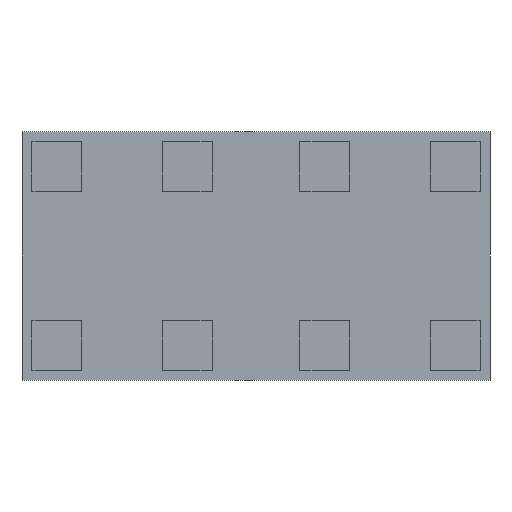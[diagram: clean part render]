
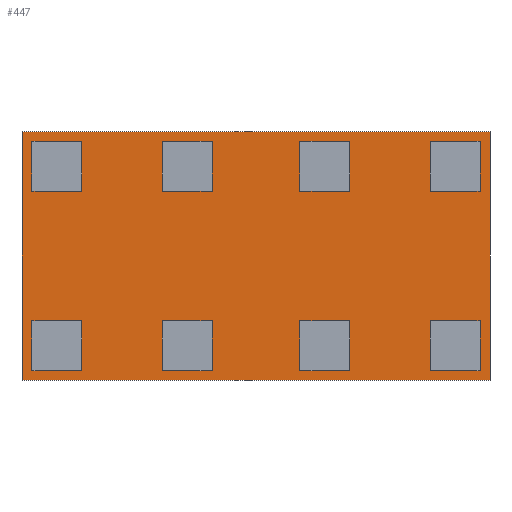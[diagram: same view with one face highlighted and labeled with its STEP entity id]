
A CAD part, front view. The second image highlights one B-rep face of the part: STEP entity #447.
In plain terms, the highlighted planar face has unit normal (0, -1, 0).
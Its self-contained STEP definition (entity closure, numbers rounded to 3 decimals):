
#356=VERTEX_POINT('NONE',#357);
#357=CARTESIAN_POINT('',(2.35,0.0,-1.25));
#365=VERTEX_POINT('NONE',#366);
#366=CARTESIAN_POINT('',(2.35,0.0,1.25));
#372=EDGE_CURVE('NONE',#365,#356,#373,.F.);
#373=LINE('',#374,#375);
#374=CARTESIAN_POINT('',(2.35,0.0,1.25));
#375=VECTOR('',#376,1.0);
#376=DIRECTION('',(0.0,0.0,1.0));
#387=VERTEX_POINT('NONE',#388);
#388=CARTESIAN_POINT('',(-2.35,0.0,-1.25));
#396=EDGE_CURVE('NONE',#356,#387,#397,.F.);
#397=LINE('',#398,#399);
#398=CARTESIAN_POINT('',(-2.35,0.0,-1.25));
#399=VECTOR('',#400,1.0);
#400=DIRECTION('',(1.0,0.0,0.0));
#411=VERTEX_POINT('NONE',#412);
#412=CARTESIAN_POINT('',(-2.35,0.0,1.25));
#420=EDGE_CURVE('NONE',#387,#411,#421,.F.);
#421=LINE('',#422,#423);
#422=CARTESIAN_POINT('',(-2.35,0.0,1.25));
#423=VECTOR('',#424,1.0);
#424=DIRECTION('',(0.0,0.0,-1.0));
#437=EDGE_CURVE('NONE',#411,#365,#438,.F.);
#438=LINE('',#439,#440);
#439=CARTESIAN_POINT('',(-2.35,0.0,1.25));
#440=VECTOR('',#441,1.0);
#441=DIRECTION('',(-1.0,0.0,0.0));
#447=ADVANCED_FACE('NONE',(#448,#454,#488,#522,#556,#590,#624,#658,#692),#726,.T.);
#448=FACE_BOUND('NONE',#449,.T.);
#449=EDGE_LOOP('',(#450,#451,#452,#453));
#450=ORIENTED_EDGE('',*,*,#420,.F.);
#451=ORIENTED_EDGE('',*,*,#396,.F.);
#452=ORIENTED_EDGE('',*,*,#372,.F.);
#453=ORIENTED_EDGE('',*,*,#437,.F.);
#454=FACE_BOUND('NONE',#455,.T.);
#455=EDGE_LOOP('',(#456,#466,#474,#482));
#456=ORIENTED_EDGE('',*,*,#457,.T.);
#457=EDGE_CURVE('NONE',#458,#460,#462,.T.);
#458=VERTEX_POINT('NONE',#459);
#459=CARTESIAN_POINT('',(-1.75,0.0,1.15));
#460=VERTEX_POINT('NONE',#461);
#461=CARTESIAN_POINT('',(-1.75,0.0,0.65));
#462=LINE('',#463,#464);
#463=CARTESIAN_POINT('',(-1.75,0.0,0.0));
#464=VECTOR('',#465,1.0);
#465=DIRECTION('',(0.0,0.0,-1.0));
#466=ORIENTED_EDGE('',*,*,#467,.T.);
#467=EDGE_CURVE('NONE',#460,#468,#470,.T.);
#468=VERTEX_POINT('NONE',#469);
#469=CARTESIAN_POINT('',(-2.25,0.0,0.65));
#470=LINE('',#471,#472);
#471=CARTESIAN_POINT('',(0.0,0.0,0.65));
#472=VECTOR('',#473,1.0);
#473=DIRECTION('',(-1.0,0.0,0.0));
#474=ORIENTED_EDGE('',*,*,#475,.T.);
#475=EDGE_CURVE('NONE',#468,#476,#478,.T.);
#476=VERTEX_POINT('NONE',#477);
#477=CARTESIAN_POINT('',(-2.25,0.0,1.15));
#478=LINE('',#479,#480);
#479=CARTESIAN_POINT('',(-2.25,0.0,0.0));
#480=VECTOR('',#481,1.0);
#481=DIRECTION('',(0.0,0.0,1.0));
#482=ORIENTED_EDGE('',*,*,#483,.T.);
#483=EDGE_CURVE('NONE',#476,#458,#484,.T.);
#484=LINE('',#485,#486);
#485=CARTESIAN_POINT('',(0.0,0.0,1.15));
#486=VECTOR('',#487,1.0);
#487=DIRECTION('',(1.0,0.0,0.0));
#488=FACE_BOUND('NONE',#489,.T.);
#489=EDGE_LOOP('',(#490,#500,#508,#516));
#490=ORIENTED_EDGE('',*,*,#491,.T.);
#491=EDGE_CURVE('NONE',#492,#494,#496,.T.);
#492=VERTEX_POINT('NONE',#493);
#493=CARTESIAN_POINT('',(2.25,0.0,0.65));
#494=VERTEX_POINT('NONE',#495);
#495=CARTESIAN_POINT('',(1.75,0.0,0.65));
#496=LINE('',#497,#498);
#497=CARTESIAN_POINT('',(0.0,0.0,0.65));
#498=VECTOR('',#499,1.0);
#499=DIRECTION('',(-1.0,0.0,0.0));
#500=ORIENTED_EDGE('',*,*,#501,.T.);
#501=EDGE_CURVE('NONE',#494,#502,#504,.T.);
#502=VERTEX_POINT('NONE',#503);
#503=CARTESIAN_POINT('',(1.75,0.0,1.15));
#504=LINE('',#505,#506);
#505=CARTESIAN_POINT('',(1.75,0.0,0.0));
#506=VECTOR('',#507,1.0);
#507=DIRECTION('',(0.0,0.0,1.0));
#508=ORIENTED_EDGE('',*,*,#509,.T.);
#509=EDGE_CURVE('NONE',#502,#510,#512,.T.);
#510=VERTEX_POINT('NONE',#511);
#511=CARTESIAN_POINT('',(2.25,0.0,1.15));
#512=LINE('',#513,#514);
#513=CARTESIAN_POINT('',(0.0,0.0,1.15));
#514=VECTOR('',#515,1.0);
#515=DIRECTION('',(1.0,0.0,0.0));
#516=ORIENTED_EDGE('',*,*,#517,.T.);
#517=EDGE_CURVE('NONE',#510,#492,#518,.T.);
#518=LINE('',#519,#520);
#519=CARTESIAN_POINT('',(2.25,0.0,0.0));
#520=VECTOR('',#521,1.0);
#521=DIRECTION('',(0.0,0.0,-1.0));
#522=FACE_BOUND('NONE',#523,.T.);
#523=EDGE_LOOP('',(#524,#534,#542,#550));
#524=ORIENTED_EDGE('',*,*,#525,.T.);
#525=EDGE_CURVE('NONE',#526,#528,#530,.T.);
#526=VERTEX_POINT('NONE',#527);
#527=CARTESIAN_POINT('',(0.94,0.0,0.65));
#528=VERTEX_POINT('NONE',#529);
#529=CARTESIAN_POINT('',(0.44,0.0,0.65));
#530=LINE('',#531,#532);
#531=CARTESIAN_POINT('',(0.0,0.0,0.65));
#532=VECTOR('',#533,1.0);
#533=DIRECTION('',(-1.0,0.0,0.0));
#534=ORIENTED_EDGE('',*,*,#535,.T.);
#535=EDGE_CURVE('NONE',#528,#536,#538,.T.);
#536=VERTEX_POINT('NONE',#537);
#537=CARTESIAN_POINT('',(0.44,0.0,1.15));
#538=LINE('',#539,#540);
#539=CARTESIAN_POINT('',(0.44,0.0,0.0));
#540=VECTOR('',#541,1.0);
#541=DIRECTION('',(0.0,0.0,1.0));
#542=ORIENTED_EDGE('',*,*,#543,.T.);
#543=EDGE_CURVE('NONE',#536,#544,#546,.T.);
#544=VERTEX_POINT('NONE',#545);
#545=CARTESIAN_POINT('',(0.94,0.0,1.15));
#546=LINE('',#547,#548);
#547=CARTESIAN_POINT('',(0.0,0.0,1.15));
#548=VECTOR('',#549,1.0);
#549=DIRECTION('',(1.0,0.0,0.0));
#550=ORIENTED_EDGE('',*,*,#551,.T.);
#551=EDGE_CURVE('NONE',#544,#526,#552,.T.);
#552=LINE('',#553,#554);
#553=CARTESIAN_POINT('',(0.94,0.0,0.0));
#554=VECTOR('',#555,1.0);
#555=DIRECTION('',(0.0,0.0,-1.0));
#556=FACE_BOUND('NONE',#557,.T.);
#557=EDGE_LOOP('',(#558,#568,#576,#584));
#558=ORIENTED_EDGE('',*,*,#559,.T.);
#559=EDGE_CURVE('NONE',#560,#562,#564,.T.);
#560=VERTEX_POINT('NONE',#561);
#561=CARTESIAN_POINT('',(0.94,0.0,-1.15));
#562=VERTEX_POINT('NONE',#563);
#563=CARTESIAN_POINT('',(0.44,0.0,-1.15));
#564=LINE('',#565,#566);
#565=CARTESIAN_POINT('',(0.0,0.0,-1.15));
#566=VECTOR('',#567,1.0);
#567=DIRECTION('',(-1.0,0.0,0.0));
#568=ORIENTED_EDGE('',*,*,#569,.T.);
#569=EDGE_CURVE('NONE',#562,#570,#572,.T.);
#570=VERTEX_POINT('NONE',#571);
#571=CARTESIAN_POINT('',(0.44,0.0,-0.65));
#572=LINE('',#573,#574);
#573=CARTESIAN_POINT('',(0.44,0.0,0.0));
#574=VECTOR('',#575,1.0);
#575=DIRECTION('',(0.0,0.0,1.0));
#576=ORIENTED_EDGE('',*,*,#577,.T.);
#577=EDGE_CURVE('NONE',#570,#578,#580,.T.);
#578=VERTEX_POINT('NONE',#579);
#579=CARTESIAN_POINT('',(0.94,0.0,-0.65));
#580=LINE('',#581,#582);
#581=CARTESIAN_POINT('',(0.0,0.0,-0.65));
#582=VECTOR('',#583,1.0);
#583=DIRECTION('',(1.0,0.0,0.0));
#584=ORIENTED_EDGE('',*,*,#585,.T.);
#585=EDGE_CURVE('NONE',#578,#560,#586,.T.);
#586=LINE('',#587,#588);
#587=CARTESIAN_POINT('',(0.94,0.0,0.0));
#588=VECTOR('',#589,1.0);
#589=DIRECTION('',(0.0,0.0,-1.0));
#590=FACE_BOUND('NONE',#591,.T.);
#591=EDGE_LOOP('',(#592,#602,#610,#618));
#592=ORIENTED_EDGE('',*,*,#593,.T.);
#593=EDGE_CURVE('NONE',#594,#596,#598,.T.);
#594=VERTEX_POINT('NONE',#595);
#595=CARTESIAN_POINT('',(-0.44,0.0,1.15));
#596=VERTEX_POINT('NONE',#597);
#597=CARTESIAN_POINT('',(-0.44,0.0,0.65));
#598=LINE('',#599,#600);
#599=CARTESIAN_POINT('',(-0.44,0.0,0.0));
#600=VECTOR('',#601,1.0);
#601=DIRECTION('',(0.0,0.0,-1.0));
#602=ORIENTED_EDGE('',*,*,#603,.T.);
#603=EDGE_CURVE('NONE',#596,#604,#606,.T.);
#604=VERTEX_POINT('NONE',#605);
#605=CARTESIAN_POINT('',(-0.94,0.0,0.65));
#606=LINE('',#607,#608);
#607=CARTESIAN_POINT('',(0.0,0.0,0.65));
#608=VECTOR('',#609,1.0);
#609=DIRECTION('',(-1.0,0.0,0.0));
#610=ORIENTED_EDGE('',*,*,#611,.T.);
#611=EDGE_CURVE('NONE',#604,#612,#614,.T.);
#612=VERTEX_POINT('NONE',#613);
#613=CARTESIAN_POINT('',(-0.94,0.0,1.15));
#614=LINE('',#615,#616);
#615=CARTESIAN_POINT('',(-0.94,0.0,0.0));
#616=VECTOR('',#617,1.0);
#617=DIRECTION('',(0.0,0.0,1.0));
#618=ORIENTED_EDGE('',*,*,#619,.T.);
#619=EDGE_CURVE('NONE',#612,#594,#620,.T.);
#620=LINE('',#621,#622);
#621=CARTESIAN_POINT('',(0.0,0.0,1.15));
#622=VECTOR('',#623,1.0);
#623=DIRECTION('',(1.0,0.0,0.0));
#624=FACE_BOUND('NONE',#625,.T.);
#625=EDGE_LOOP('',(#626,#636,#644,#652));
#626=ORIENTED_EDGE('',*,*,#627,.T.);
#627=EDGE_CURVE('NONE',#628,#630,#632,.T.);
#628=VERTEX_POINT('NONE',#629);
#629=CARTESIAN_POINT('',(-0.44,0.0,-0.65));
#630=VERTEX_POINT('NONE',#631);
#631=CARTESIAN_POINT('',(-0.44,0.0,-1.15));
#632=LINE('',#633,#634);
#633=CARTESIAN_POINT('',(-0.44,0.0,0.0));
#634=VECTOR('',#635,1.0);
#635=DIRECTION('',(0.0,0.0,-1.0));
#636=ORIENTED_EDGE('',*,*,#637,.T.);
#637=EDGE_CURVE('NONE',#630,#638,#640,.T.);
#638=VERTEX_POINT('NONE',#639);
#639=CARTESIAN_POINT('',(-0.94,0.0,-1.15));
#640=LINE('',#641,#642);
#641=CARTESIAN_POINT('',(0.0,0.0,-1.15));
#642=VECTOR('',#643,1.0);
#643=DIRECTION('',(-1.0,0.0,0.0));
#644=ORIENTED_EDGE('',*,*,#645,.T.);
#645=EDGE_CURVE('NONE',#638,#646,#648,.T.);
#646=VERTEX_POINT('NONE',#647);
#647=CARTESIAN_POINT('',(-0.94,0.0,-0.65));
#648=LINE('',#649,#650);
#649=CARTESIAN_POINT('',(-0.94,0.0,0.0));
#650=VECTOR('',#651,1.0);
#651=DIRECTION('',(0.0,0.0,1.0));
#652=ORIENTED_EDGE('',*,*,#653,.T.);
#653=EDGE_CURVE('NONE',#646,#628,#654,.T.);
#654=LINE('',#655,#656);
#655=CARTESIAN_POINT('',(0.0,0.0,-0.65));
#656=VECTOR('',#657,1.0);
#657=DIRECTION('',(1.0,0.0,0.0));
#658=FACE_BOUND('NONE',#659,.T.);
#659=EDGE_LOOP('',(#660,#670,#678,#686));
#660=ORIENTED_EDGE('',*,*,#661,.T.);
#661=EDGE_CURVE('NONE',#662,#664,#666,.T.);
#662=VERTEX_POINT('NONE',#663);
#663=CARTESIAN_POINT('',(-1.75,0.0,-0.65));
#664=VERTEX_POINT('NONE',#665);
#665=CARTESIAN_POINT('',(-1.75,0.0,-1.15));
#666=LINE('',#667,#668);
#667=CARTESIAN_POINT('',(-1.75,0.0,0.0));
#668=VECTOR('',#669,1.0);
#669=DIRECTION('',(0.0,0.0,-1.0));
#670=ORIENTED_EDGE('',*,*,#671,.T.);
#671=EDGE_CURVE('NONE',#664,#672,#674,.T.);
#672=VERTEX_POINT('NONE',#673);
#673=CARTESIAN_POINT('',(-2.25,0.0,-1.15));
#674=LINE('',#675,#676);
#675=CARTESIAN_POINT('',(0.0,0.0,-1.15));
#676=VECTOR('',#677,1.0);
#677=DIRECTION('',(-1.0,0.0,0.0));
#678=ORIENTED_EDGE('',*,*,#679,.T.);
#679=EDGE_CURVE('NONE',#672,#680,#682,.T.);
#680=VERTEX_POINT('NONE',#681);
#681=CARTESIAN_POINT('',(-2.25,0.0,-0.65));
#682=LINE('',#683,#684);
#683=CARTESIAN_POINT('',(-2.25,0.0,0.0));
#684=VECTOR('',#685,1.0);
#685=DIRECTION('',(0.0,0.0,1.0));
#686=ORIENTED_EDGE('',*,*,#687,.T.);
#687=EDGE_CURVE('NONE',#680,#662,#688,.T.);
#688=LINE('',#689,#690);
#689=CARTESIAN_POINT('',(0.0,0.0,-0.65));
#690=VECTOR('',#691,1.0);
#691=DIRECTION('',(1.0,0.0,0.0));
#692=FACE_BOUND('NONE',#693,.T.);
#693=EDGE_LOOP('',(#694,#704,#712,#720));
#694=ORIENTED_EDGE('',*,*,#695,.T.);
#695=EDGE_CURVE('NONE',#696,#698,#700,.T.);
#696=VERTEX_POINT('NONE',#697);
#697=CARTESIAN_POINT('',(2.25,0.0,-1.15));
#698=VERTEX_POINT('NONE',#699);
#699=CARTESIAN_POINT('',(1.75,0.0,-1.15));
#700=LINE('',#701,#702);
#701=CARTESIAN_POINT('',(0.0,0.0,-1.15));
#702=VECTOR('',#703,1.0);
#703=DIRECTION('',(-1.0,0.0,0.0));
#704=ORIENTED_EDGE('',*,*,#705,.T.);
#705=EDGE_CURVE('NONE',#698,#706,#708,.T.);
#706=VERTEX_POINT('NONE',#707);
#707=CARTESIAN_POINT('',(1.75,0.0,-0.65));
#708=LINE('',#709,#710);
#709=CARTESIAN_POINT('',(1.75,0.0,0.0));
#710=VECTOR('',#711,1.0);
#711=DIRECTION('',(0.0,0.0,1.0));
#712=ORIENTED_EDGE('',*,*,#713,.T.);
#713=EDGE_CURVE('NONE',#706,#714,#716,.T.);
#714=VERTEX_POINT('NONE',#715);
#715=CARTESIAN_POINT('',(2.25,0.0,-0.65));
#716=LINE('',#717,#718);
#717=CARTESIAN_POINT('',(0.0,0.0,-0.65));
#718=VECTOR('',#719,1.0);
#719=DIRECTION('',(1.0,0.0,0.0));
#720=ORIENTED_EDGE('',*,*,#721,.T.);
#721=EDGE_CURVE('NONE',#714,#696,#722,.T.);
#722=LINE('',#723,#724);
#723=CARTESIAN_POINT('',(2.25,0.0,0.0));
#724=VECTOR('',#725,1.0);
#725=DIRECTION('',(0.0,0.0,-1.0));
#726=PLANE('',#727);
#727=AXIS2_PLACEMENT_3D('',#728,#729,#730);
#728=CARTESIAN_POINT('',(0.0,0.0,0.0));
#729=DIRECTION('',(0.0,-1.0,0.0));
#730=DIRECTION('',(0.0,0.0,-1.0));
